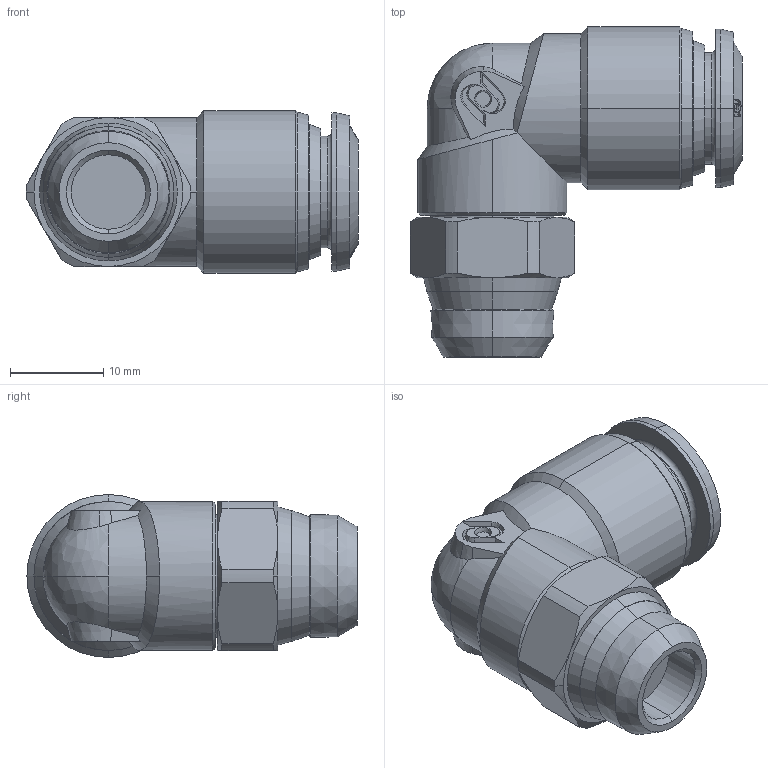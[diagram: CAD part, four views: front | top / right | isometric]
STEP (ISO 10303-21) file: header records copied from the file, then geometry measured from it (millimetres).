
FILE_DESCRIPTION (( 'STEP AP214' ), '1' );
FILE_NAME ('PL10-G02_ME.STEP', '2018-09-03T13:47:34', ( '' ), ( '' ), 'SwSTEP 2.0', 'SolidWorks 2018', '' );
FILE_SCHEMA (( 'AUTOMOTIVE_DESIGN' ));
Length unit declared in the file: millimetre
Products named in the file (1): PL10-G02_ME
Bounding box: 35.65 x 35.45 x 17.5 mm (x, y, z)
Volume: 9356 mm3; surface area: 3705.3 mm2
Topology: 1 solids, 1 shells, 220 faces, 538 edges, 340 vertices
Faces by surface type: cone 81, bspline 60, plane 43, cylinder 30, torus 6
Entity records: 19203 total; most frequent: CARTESIAN_POINT 14435, ORIENTED_EDGE 1072, DIRECTION 824, EDGE_CURVE 536, VERTEX_POINT 340, AXIS2_PLACEMENT_3D 317, EDGE_LOOP 242, ADVANCED_FACE 220
